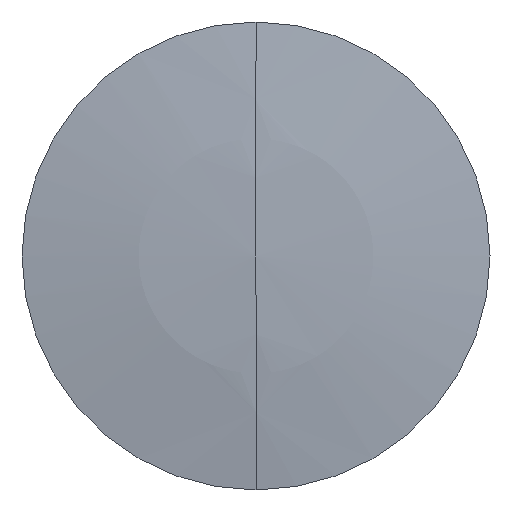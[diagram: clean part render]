
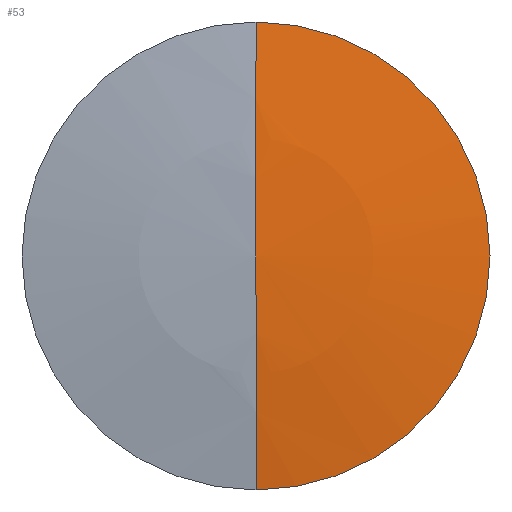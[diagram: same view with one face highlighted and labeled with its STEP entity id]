
A CAD part, left-side view. The second image highlights one B-rep face of the part: STEP entity #53.
In plain terms, the highlighted spherical face has radius 62.541 mm.
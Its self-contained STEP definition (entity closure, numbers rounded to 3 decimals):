
#53=ADVANCED_FACE('',(#122),#123,.T.);
#122=FACE_OUTER_BOUND('',#206,.T.);
#123=SPHERICAL_SURFACE('',#207,62.541);
#206=EDGE_LOOP('',(#306,#307,#308));
#207=AXIS2_PLACEMENT_3D('',#309,#310,#311);
#306=ORIENTED_EDGE('',*,*,#520,.F.);
#307=ORIENTED_EDGE('',*,*,#521,.F.);
#308=ORIENTED_EDGE('',*,*,#522,.F.);
#309=CARTESIAN_POINT('',(55.541,0.,0.));
#310=DIRECTION('',(1.0,0.,0.0));
#311=DIRECTION('',(0.0,0.0,1.0));
#520=EDGE_CURVE('',#625,#626,#627,.T.);
#521=EDGE_CURVE('',#628,#625,#629,.T.);
#522=EDGE_CURVE('',#626,#628,#630,.T.);
#625=VERTEX_POINT('',#759);
#626=VERTEX_POINT('',#760);
#627=CIRCLE('',#761,62.541);
#628=VERTEX_POINT('',#762);
#629=CIRCLE('',#763,9.95);
#630=CIRCLE('',#764,62.541);
#759=CARTESIAN_POINT('',(-6.203,0.,-9.95));
#760=CARTESIAN_POINT('',(-7.,0.,0.));
#761=AXIS2_PLACEMENT_3D('',#890,#891,#892);
#762=CARTESIAN_POINT('',(-6.203,0.,9.95));
#763=AXIS2_PLACEMENT_3D('',#893,#894,#895);
#764=AXIS2_PLACEMENT_3D('',#896,#897,#898);
#890=CARTESIAN_POINT('',(55.541,0.,0.));
#891=DIRECTION('',(0.,1.0,0.));
#892=DIRECTION('',(0.0,0.,-1.0));
#893=CARTESIAN_POINT('',(-6.203,0.,0.));
#894=DIRECTION('',(1.0,0.,0.0));
#895=DIRECTION('',(0.0,0.0,-1.0));
#896=CARTESIAN_POINT('',(55.541,0.,0.));
#897=DIRECTION('',(0.,1.0,0.));
#898=DIRECTION('',(0.0,0.,-1.0));
